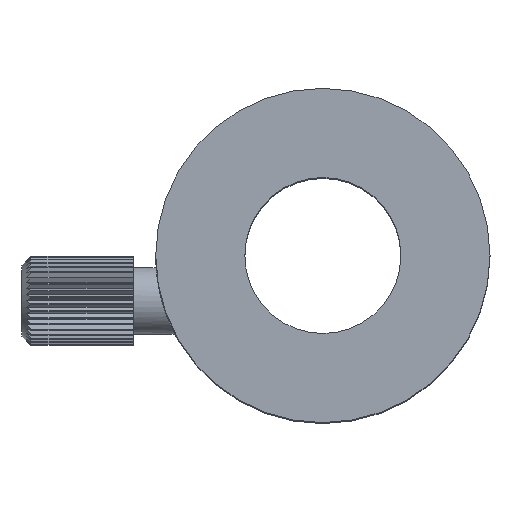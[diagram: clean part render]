
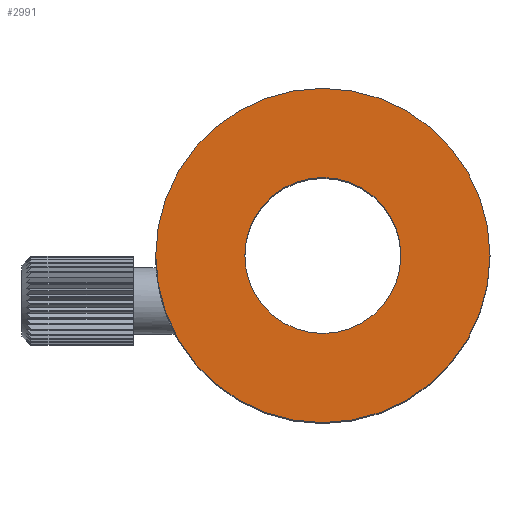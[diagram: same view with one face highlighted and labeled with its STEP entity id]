
A CAD part, top view. The second image highlights one B-rep face of the part: STEP entity #2991.
In plain terms, the highlighted planar face has unit normal (0, 0, 1).
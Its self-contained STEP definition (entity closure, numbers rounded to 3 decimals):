
#1291=EDGE_CURVE('',#3011,#1617,#3300,.T.);
#1385=EDGE_CURVE('',#1617,#3011,#3404,.T.);
#1617=VERTEX_POINT('',#3662);
#1929=VERTEX_POINT('',#4000);
#1969=EDGE_CURVE('',#2129,#1929,#4045,.T.);
#2129=VERTEX_POINT('',#4221);
#2611=EDGE_CURVE('',#1929,#2129,#4758,.T.);
#2991=ADVANCED_FACE('',(#5169,#5170),#5171,.T.);
#3011=VERTEX_POINT('',#5193);
#3300=CIRCLE('',#5644,7.0);
#3404=CIRCLE('',#5795,7.0);
#3662=CARTESIAN_POINT('',(-7.,0.,0.));
#4000=CARTESIAN_POINT('',(-15.0,0.,0.));
#4045=CIRCLE('',#6810,15.0);
#4221=CARTESIAN_POINT('',(15.0,0.,0.));
#4758=CIRCLE('',#8083,15.0);
#5169=FACE_OUTER_BOUND('',#8796,.T.);
#5170=FACE_BOUND('',#8797,.T.);
#5171=PLANE('',#8798);
#5193=CARTESIAN_POINT('',(7.,0.,0.));
#5644=AXIS2_PLACEMENT_3D('',#9063,#9064,#9065);
#5795=AXIS2_PLACEMENT_3D('',#9176,#9177,#9178);
#6810=AXIS2_PLACEMENT_3D('',#9964,#9965,#9966);
#8083=AXIS2_PLACEMENT_3D('',#10738,#10739,#10740);
#8796=EDGE_LOOP('',(#11272,#11273));
#8797=EDGE_LOOP('',(#11274,#11275));
#8798=AXIS2_PLACEMENT_3D('',#11276,#11277,#11278);
#9063=CARTESIAN_POINT('',(0.,0.,0.));
#9064=DIRECTION('',(0.,0.,-1.0));
#9065=DIRECTION('',(-1.0,0.,0.));
#9176=CARTESIAN_POINT('',(0.,0.,0.));
#9177=DIRECTION('',(0.,0.,-1.0));
#9178=DIRECTION('',(-1.0,0.,0.));
#9964=CARTESIAN_POINT('',(0.,0.,0.));
#9965=DIRECTION('',(0.,0.,-1.0));
#9966=DIRECTION('',(-1.0,0.,0.));
#10738=CARTESIAN_POINT('',(0.,0.,0.));
#10739=DIRECTION('',(0.,0.,-1.0));
#10740=DIRECTION('',(-1.0,0.,0.));
#11272=ORIENTED_EDGE('',*,*,#2611,.F.);
#11273=ORIENTED_EDGE('',*,*,#1969,.F.);
#11274=ORIENTED_EDGE('',*,*,#1385,.T.);
#11275=ORIENTED_EDGE('',*,*,#1291,.T.);
#11276=CARTESIAN_POINT('',(-11.0,0.,0.));
#11277=DIRECTION('',(0.,0.,1.0));
#11278=DIRECTION('',(-1.0,0.,0.));
